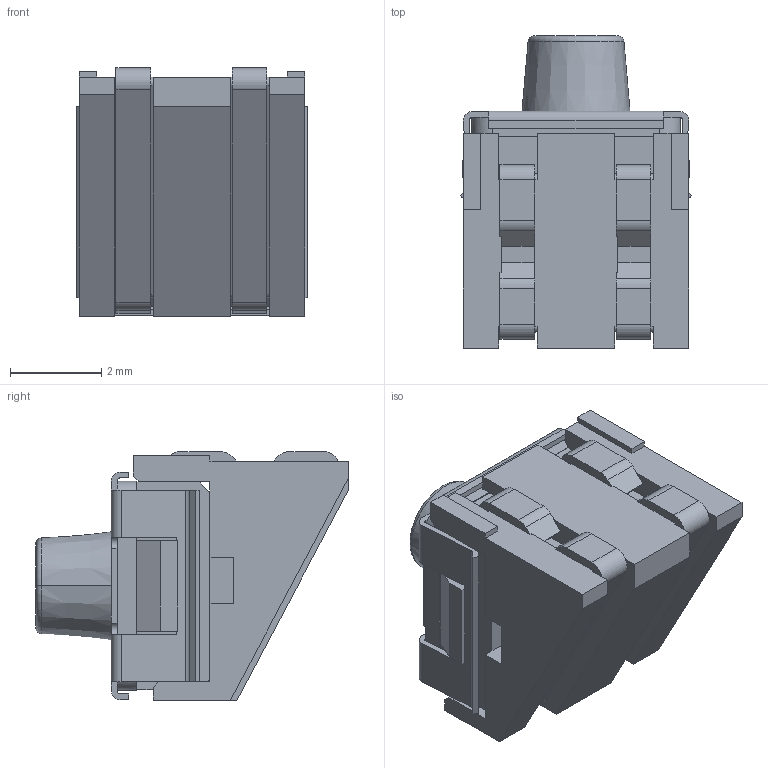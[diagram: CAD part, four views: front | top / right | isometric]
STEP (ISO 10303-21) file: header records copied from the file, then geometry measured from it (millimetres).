
FILE_DESCRIPTION (( 'STEP AP203' ), '1' );
FILE_NAME ('7914S-1-000.STEP', '2018-12-27T03:09:11', ( '' ), ( '' ), 'SwSTEP 2.0', 'SolidWorks 2018', '' );
FILE_SCHEMA (( 'CONFIG_CONTROL_DESIGN' ));
Length unit declared in the file: millimetre
Products named in the file (1): 7914S-1-000
Bounding box: 5.05 x 6.83 x 5.44 mm (x, y, z)
Volume: 99.9 mm3; surface area: 238.9 mm2
Topology: 1 solids, 5 shells, 302 faces, 882 edges, 569 vertices
Faces by surface type: plane 221, cylinder 63, torus 10, cone 8
Entity records: 10045 total; most frequent: CARTESIAN_POINT 1811, ORIENTED_EDGE 1764, DIRECTION 1657, EDGE_CURVE 882, LINE 689, VECTOR 689, VERTEX_POINT 569, AXIS2_PLACEMENT_3D 484
